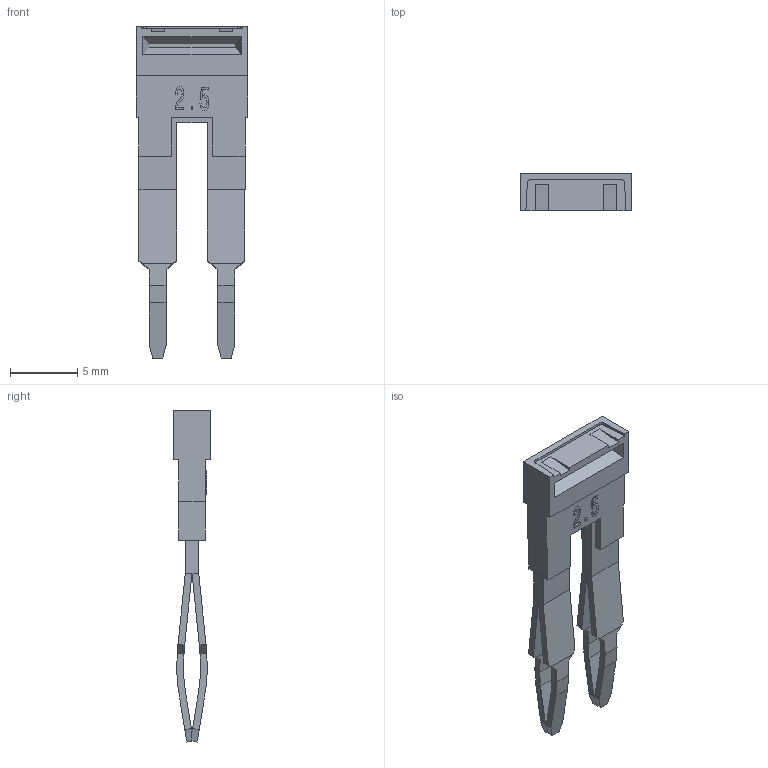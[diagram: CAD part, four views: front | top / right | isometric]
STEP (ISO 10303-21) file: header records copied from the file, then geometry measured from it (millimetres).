
FILE_DESCRIPTION(('CATIA V5R20 STEP214','CAx-IF Rec.Pracs.--- Model Styling and Organization---1.2---2011-12-15'),'2;1');
FILE_NAME('1527540000_ZQV_2-5N_2.stp','2015-11-17T06:00:45+00:00',('Weidmueller Interface'),('WI'),'CATIA Version 5-6 Release 2014 SP4','CATIA V5 STEP AP214','none');
FILE_SCHEMA(('AUTOMOTIVE_DESIGN { 1 0 10303 214 1 1 1 1 }'));
Length unit declared in the file: millimetre
Products named in the file (1): 1527540000_ZQV_2-5N_2
Bounding box: 8.3 x 2.8 x 24.72 mm (x, y, z)
Volume: 222.9 mm3; surface area: 583.6 mm2
Topology: 2 solids, 2 shells, 206 faces, 581 edges, 380 vertices
Faces by surface type: plane 196, bspline 8, cylinder 2
Entity records: 6516 total; most frequent: CARTESIAN_POINT 1425, ORIENTED_EDGE 1162, DIRECTION 853, EDGE_CURVE 581, VECTOR 523, LINE 523, VERTEX_POINT 380, EDGE_LOOP 211
